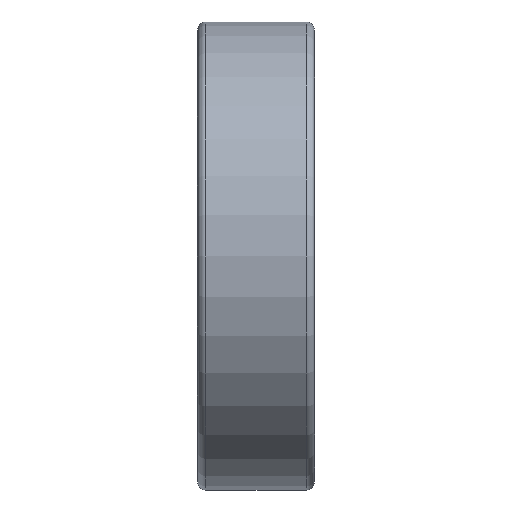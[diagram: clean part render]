
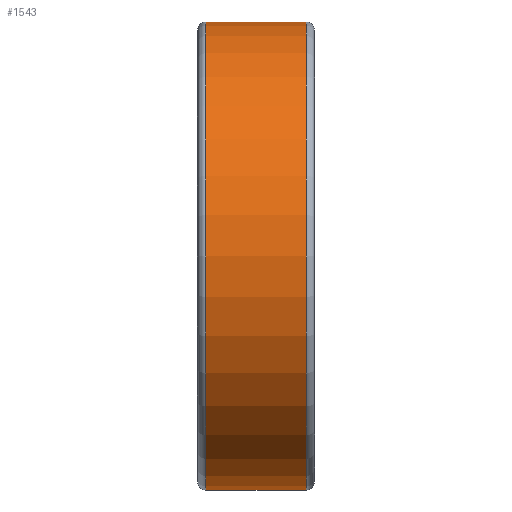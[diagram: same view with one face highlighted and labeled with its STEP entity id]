
A CAD part, left-side view. The second image highlights one B-rep face of the part: STEP entity #1543.
In plain terms, the highlighted cylindrical face has radius 44.45 mm (diameter 88.9 mm), a partial arc.
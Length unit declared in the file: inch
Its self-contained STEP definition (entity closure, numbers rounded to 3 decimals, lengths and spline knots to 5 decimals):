
#28 = ORIENTED_EDGE ( 'NONE', *, *, #4437, .F. ) ;
#150 = LINE ( 'NONE', #582, #5832 ) ;
#579 = EDGE_CURVE ( 'NONE', #5488, #2845, #2390, .T. ) ;
#582 = CARTESIAN_POINT ( 'NONE',  ( 0., 0., 1.75 ) ) ;
#599 = DIRECTION ( 'NONE',  ( 0., -1., 0. ) ) ;
#668 = AXIS2_PLACEMENT_3D ( 'NONE', #2733, #4212, #5176 ) ;
#1070 = FACE_OUTER_BOUND ( 'NONE', #1093, .T. ) ;
#1093 = EDGE_LOOP ( 'NONE', ( #3766, #4733, #3741, #28 ) ) ;
#1139 = CARTESIAN_POINT ( 'NONE',  ( 0., 0.0625, -1.75 ) ) ;
#1284 = VERTEX_POINT ( 'NONE', #3645 ) ;
#1346 = AXIS2_PLACEMENT_3D ( 'NONE', #3176, #3309, #4772 ) ;
#1543 = ADVANCED_FACE ( 'NONE', ( #1070 ), #2605, .T. ) ;
#1627 = DIRECTION ( 'NONE',  ( 0., -1., 0. ) ) ;
#1691 = CARTESIAN_POINT ( 'NONE',  ( 0., 0.8125, -1.75 ) ) ;
#2020 = VECTOR ( 'NONE', #1627, 39.37008 ) ;
#2182 = DIRECTION ( 'NONE',  ( 0., -1., 0. ) ) ;
#2390 = CIRCLE ( 'NONE', #5268, 1.75 ) ;
#2605 = CYLINDRICAL_SURFACE ( 'NONE', #668, 1.75 ) ;
#2732 = CARTESIAN_POINT ( 'NONE',  ( 0., 0., -1.75 ) ) ;
#2733 = CARTESIAN_POINT ( 'NONE',  ( 0., 0., 0. ) ) ;
#2766 = LINE ( 'NONE', #2732, #2020 ) ;
#2845 = VERTEX_POINT ( 'NONE', #1691 ) ;
#2874 = CARTESIAN_POINT ( 'NONE',  ( 0., 0.8125, 1.75 ) ) ;
#3176 = CARTESIAN_POINT ( 'NONE',  ( 0., 0.0625, 0. ) ) ;
#3309 = DIRECTION ( 'NONE',  ( 0., -1., 0. ) ) ;
#3635 = CARTESIAN_POINT ( 'NONE',  ( 0., 0.8125, 0. ) ) ;
#3645 = CARTESIAN_POINT ( 'NONE',  ( 0., 0.0625, 1.75 ) ) ;
#3694 = DIRECTION ( 'NONE',  ( 0., 0., -1. ) ) ;
#3741 = ORIENTED_EDGE ( 'NONE', *, *, #5666, .T. ) ;
#3766 = ORIENTED_EDGE ( 'NONE', *, *, #3943, .F. ) ;
#3943 = EDGE_CURVE ( 'NONE', #5488, #1284, #150, .T. ) ;
#4212 = DIRECTION ( 'NONE',  ( 0., -1., 0. ) ) ;
#4437 = EDGE_CURVE ( 'NONE', #1284, #4448, #4858, .T. ) ;
#4448 = VERTEX_POINT ( 'NONE', #1139 ) ;
#4733 = ORIENTED_EDGE ( 'NONE', *, *, #579, .T. ) ;
#4772 = DIRECTION ( 'NONE',  ( 0., 0., -1. ) ) ;
#4858 = CIRCLE ( 'NONE', #1346, 1.75 ) ;
#5176 = DIRECTION ( 'NONE',  ( 0., 0., -1. ) ) ;
#5268 = AXIS2_PLACEMENT_3D ( 'NONE', #3635, #599, #3694 ) ;
#5488 = VERTEX_POINT ( 'NONE', #2874 ) ;
#5666 = EDGE_CURVE ( 'NONE', #2845, #4448, #2766, .T. ) ;
#5832 = VECTOR ( 'NONE', #2182, 39.37008 ) ;
